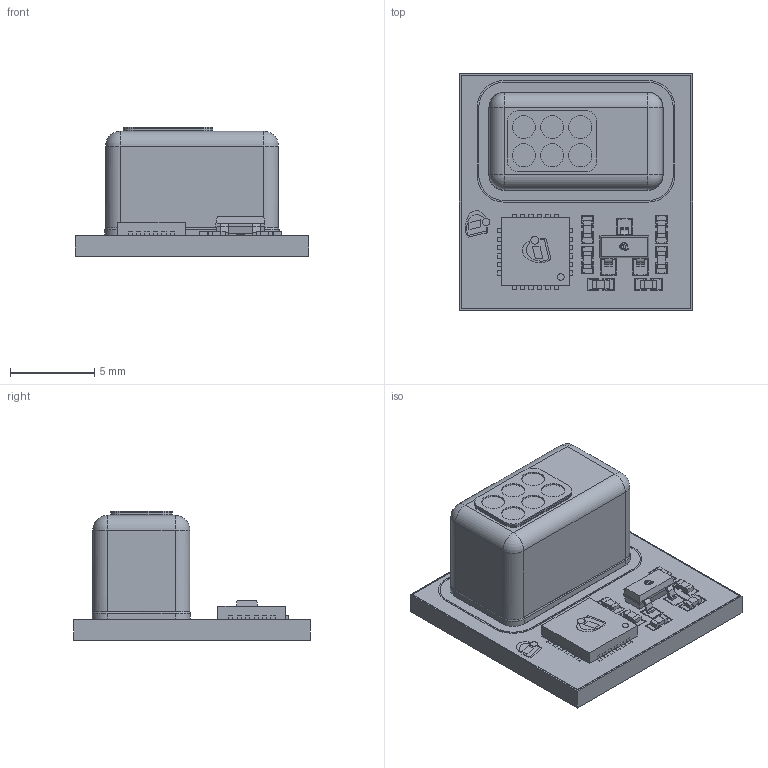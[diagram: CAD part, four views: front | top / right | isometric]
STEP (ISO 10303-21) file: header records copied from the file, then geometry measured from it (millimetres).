
FILE_DESCRIPTION(/* description */ (''),/* implementation_level */ '2;1');
FILE_NAME(/* name */ 'LG-MLGA-14-3_Z8B00256961_V01_3D.stp',/* time_stamp */ '2025-06-26T12:32:14+05:30',/* author */ ('sivamani'),/* organization */ (''),/* preprocessor_version */ 'ST-DEVELOPER v19.2',/* originating_system */ 'AutoCAD Mechanical',/* authorisation */ '');
FILE_SCHEMA (('AUTOMOTIVE_DESIGN { 1 0 10303 214 3 1 1 }'));
Length unit declared in the file: millimetre
Products named in the file (1): Product
Bounding box: 13.8 x 14 x 7.66 mm (x, y, z)
Volume: 619.1 mm3; surface area: 1865.1 mm2
Topology: 126 solids, 126 shells, 1226 faces, 2903 edges, 1928 vertices
Faces by surface type: plane 1127, cylinder 79, bspline 16, sphere 4
Full cylindrical faces by diameter (mm): 0.142 x1, 0.4 x2, 0.449 x1, 0.476 x1, 1.37 x6
Entity records: 36005 total; most frequent: CARTESIAN_POINT 7420, ORIENTED_EDGE 5798, DIRECTION 5427, EDGE_CURVE 2899, LINE 2685, VECTOR 2685, VERTEX_POINT 1928, AXIS2_PLACEMENT_3D 1371
